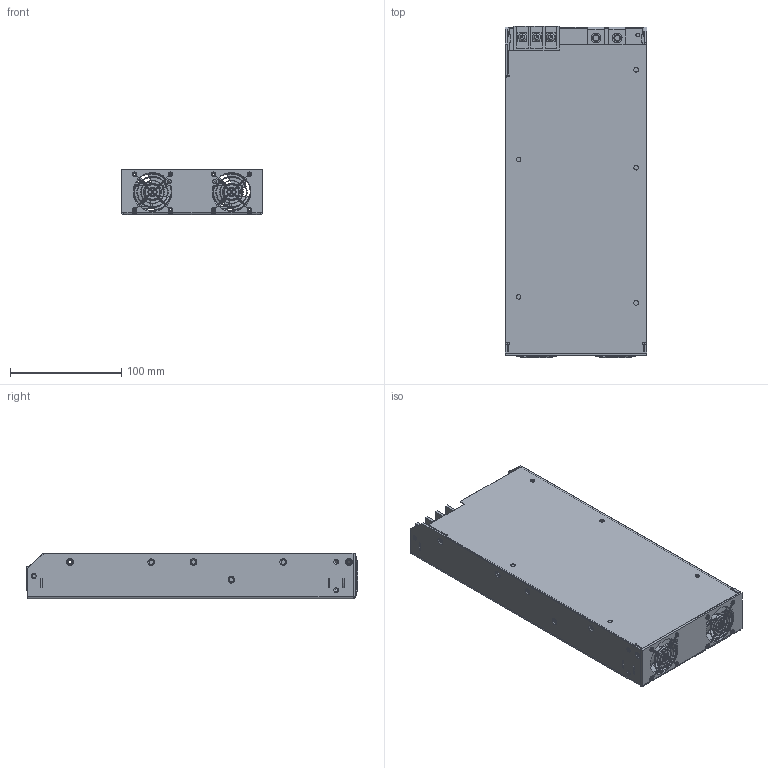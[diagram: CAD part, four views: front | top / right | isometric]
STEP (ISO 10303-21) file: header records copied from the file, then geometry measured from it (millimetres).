
FILE_DESCRIPTION(('OneSpaceDesigner STEP Export'),'2;1');
FILE_NAME('RSP-1000..stp','2013-05-13T11:29:33',(''),(''),'OneSpace Designer STEP processor for AP214 (Solid Model)','OneSpace Designer 13.20 11-May-2005 (C) CoCreate Software GmbH','');
FILE_SCHEMA(('AUTOMOTIVE_DESIGN { 1 0 10303 214 1 1 1 1 }'));
Length unit declared in the file: millimetre
Products named in the file (12): fan_a; FAN; FAN-ALL; CASE; 952¤W»\; p3.1; nt.1; cu.1.1; trm; a1.3; M3-10pcb; RSP-1000
Assembly tree (14 placements, depth 4):
  RSP-1000
    M3-10pcb
    a1.3
      trm
      cu.1.1  x2
        nt.1
        p3.1
      952¤W»\
      CASE
      FAN-ALL  x2
        FAN
        fan_a
Bounding box: 127 x 297.92 x 41 mm (x, y, z)
Volume: 211152.4 mm3; surface area: 300671.7 mm2
Topology: 12 solids, 14 shells, 1527 faces, 4236 edges, 2718 vertices
Faces by surface type: cylinder 605, plane 586, torus 186, bspline 92, cone 58
Entity records: 41443 total; most frequent: CARTESIAN_POINT 17833, ORIENTED_EDGE 5428, DIRECTION 3864, EDGE_CURVE 2718, VERTEX_POINT 1734, AXIS2_PLACEMENT_3D 1301, VECTOR 1262, LINE 1262
